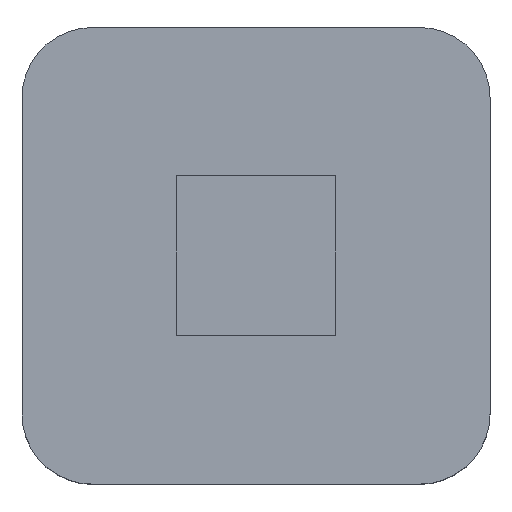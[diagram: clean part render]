
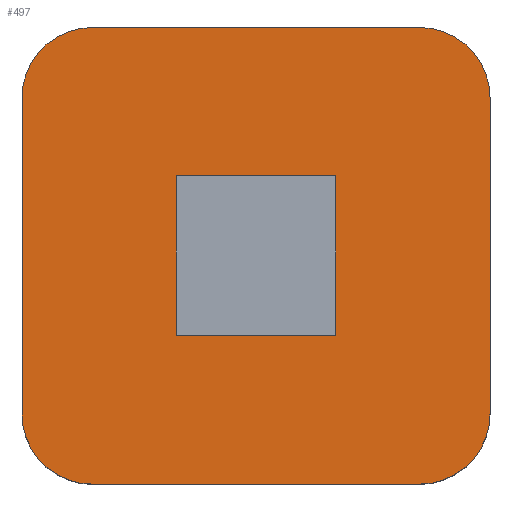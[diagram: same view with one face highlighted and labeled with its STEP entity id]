
A CAD part, top view. The second image highlights one B-rep face of the part: STEP entity #497.
In plain terms, the highlighted planar face has unit normal (0, 0, 1).
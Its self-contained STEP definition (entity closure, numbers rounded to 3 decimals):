
#16=FACE_BOUND('',#84,.T.);
#35=PLANE('',#555);
#58=FACE_OUTER_BOUND('',#83,.T.);
#83=EDGE_LOOP('',(#435,#436,#437,#438,#439,#440,#441,#442));
#84=EDGE_LOOP('',(#443,#444,#445,#446));
#106=LINE('',#740,#160);
#112=LINE('',#756,#166);
#118=LINE('',#773,#172);
#123=LINE('',#784,#177);
#127=LINE('',#792,#181);
#130=LINE('',#798,#184);
#133=LINE('',#803,#187);
#138=LINE('',#814,#192);
#160=VECTOR('',#601,10.);
#166=VECTOR('',#615,10.);
#172=VECTOR('',#633,10.);
#177=VECTOR('',#646,10.);
#181=VECTOR('',#652,10.);
#184=VECTOR('',#657,10.);
#187=VECTOR('',#662,10.);
#192=VECTOR('',#679,10.);
#194=CIRCLE('',#523,2.15);
#200=CIRCLE('',#534,2.15);
#203=CIRCLE('',#540,2.15);
#204=CIRCLE('',#543,2.15);
#207=VERTEX_POINT('',#687);
#208=VERTEX_POINT('',#689);
#229=VERTEX_POINT('',#739);
#232=VERTEX_POINT('',#746);
#233=VERTEX_POINT('',#748);
#235=VERTEX_POINT('',#754);
#239=VERTEX_POINT('',#767);
#240=VERTEX_POINT('',#771);
#241=VERTEX_POINT('',#782);
#242=VERTEX_POINT('',#783);
#245=VERTEX_POINT('',#791);
#247=VERTEX_POINT('',#797);
#251=EDGE_CURVE('',#207,#208,#194,.T.);
#276=EDGE_CURVE('',#208,#229,#106,.T.);
#280=EDGE_CURVE('',#232,#233,#200,.T.);
#284=EDGE_CURVE('',#235,#232,#112,.T.);
#291=EDGE_CURVE('',#239,#235,#203,.T.);
#293=EDGE_CURVE('',#240,#239,#118,.T.);
#296=EDGE_CURVE('',#229,#240,#204,.T.);
#299=EDGE_CURVE('',#241,#242,#123,.T.);
#303=EDGE_CURVE('',#242,#245,#127,.T.);
#306=EDGE_CURVE('',#245,#247,#130,.T.);
#309=EDGE_CURVE('',#247,#241,#133,.T.);
#314=EDGE_CURVE('',#233,#207,#138,.T.);
#435=ORIENTED_EDGE('',*,*,#251,.F.);
#436=ORIENTED_EDGE('',*,*,#314,.F.);
#437=ORIENTED_EDGE('',*,*,#280,.F.);
#438=ORIENTED_EDGE('',*,*,#284,.F.);
#439=ORIENTED_EDGE('',*,*,#291,.F.);
#440=ORIENTED_EDGE('',*,*,#293,.F.);
#441=ORIENTED_EDGE('',*,*,#296,.F.);
#442=ORIENTED_EDGE('',*,*,#276,.F.);
#443=ORIENTED_EDGE('',*,*,#299,.T.);
#444=ORIENTED_EDGE('',*,*,#303,.T.);
#445=ORIENTED_EDGE('',*,*,#306,.T.);
#446=ORIENTED_EDGE('',*,*,#309,.T.);
#497=ADVANCED_FACE('',(#58,#16),#35,.F.);
#523=AXIS2_PLACEMENT_3D('',#690,#563,#564);
#534=AXIS2_PLACEMENT_3D('',#749,#608,#609);
#540=AXIS2_PLACEMENT_3D('',#769,#628,#629);
#543=AXIS2_PLACEMENT_3D('',#777,#638,#639);
#555=AXIS2_PLACEMENT_3D('',#815,#680,#681);
#563=DIRECTION('center_axis',(0.,0.,-1.));
#564=DIRECTION('ref_axis',(-0.707,-0.707,0.));
#601=DIRECTION('',(0.,1.,0.));
#608=DIRECTION('center_axis',(0.,0.,-1.));
#609=DIRECTION('ref_axis',(0.707,-0.707,0.));
#615=DIRECTION('',(0.,-1.,0.));
#628=DIRECTION('center_axis',(0.,0.,-1.));
#629=DIRECTION('ref_axis',(0.707,0.707,0.));
#633=DIRECTION('',(1.,0.,0.));
#638=DIRECTION('center_axis',(0.,0.,-1.));
#639=DIRECTION('ref_axis',(-0.707,0.707,0.));
#646=DIRECTION('',(0.,1.,0.));
#652=DIRECTION('',(1.,0.,0.));
#657=DIRECTION('',(0.,-1.,0.));
#662=DIRECTION('',(-1.,0.,0.));
#679=DIRECTION('',(-1.,0.,0.));
#680=DIRECTION('center_axis',(0.,0.,-1.));
#681=DIRECTION('ref_axis',(-1.,0.,0.));
#687=CARTESIAN_POINT('',(31.8,70.5,-58.));
#689=CARTESIAN_POINT('',(29.65,72.65,-58.));
#690=CARTESIAN_POINT('Origin',(31.8,72.65,-58.));
#739=CARTESIAN_POINT('',(29.65,82.35,-58.));
#740=CARTESIAN_POINT('',(29.65,70.5,-58.));
#746=CARTESIAN_POINT('',(44.,72.65,-58.));
#748=CARTESIAN_POINT('',(41.85,70.5,-58.));
#749=CARTESIAN_POINT('Origin',(41.85,72.65,-58.));
#754=CARTESIAN_POINT('',(44.,82.35,-58.));
#756=CARTESIAN_POINT('',(44.,84.5,-58.));
#767=CARTESIAN_POINT('',(41.85,84.5,-58.));
#769=CARTESIAN_POINT('Origin',(41.85,82.35,-58.));
#771=CARTESIAN_POINT('',(31.8,84.5,-58.));
#773=CARTESIAN_POINT('',(29.65,84.5,-58.));
#777=CARTESIAN_POINT('Origin',(31.8,82.35,-58.));
#782=CARTESIAN_POINT('',(34.375,75.05,-58.));
#783=CARTESIAN_POINT('',(34.375,79.95,-58.));
#784=CARTESIAN_POINT('',(34.375,78.725,-58.));
#791=CARTESIAN_POINT('',(39.275,79.95,-58.));
#792=CARTESIAN_POINT('',(38.05,79.95,-58.));
#797=CARTESIAN_POINT('',(39.275,75.05,-58.));
#798=CARTESIAN_POINT('',(39.275,76.275,-58.));
#803=CARTESIAN_POINT('',(35.6,75.05,-58.));
#814=CARTESIAN_POINT('',(44.,70.5,-58.));
#815=CARTESIAN_POINT('Origin',(36.825,77.5,-58.));
